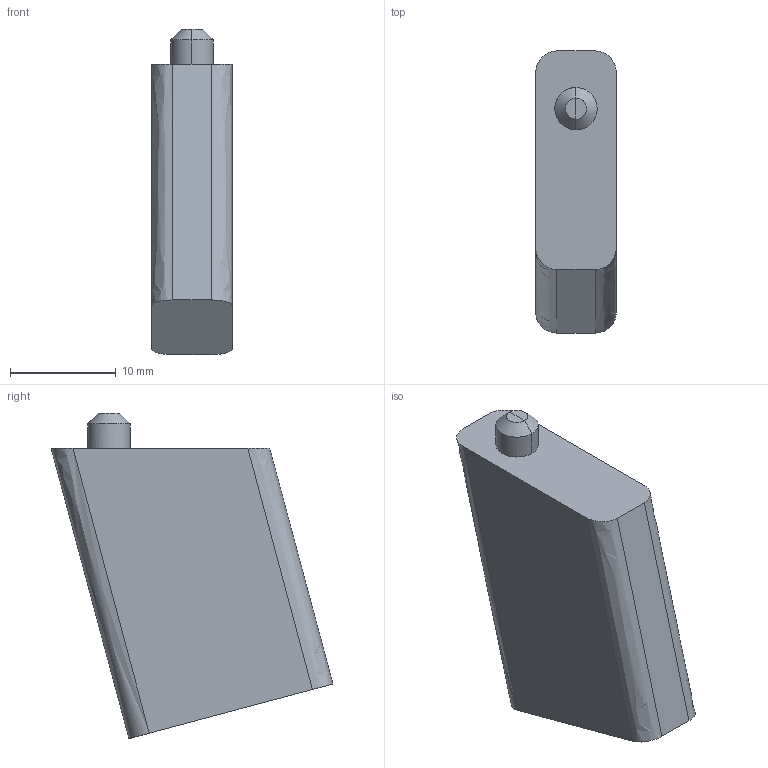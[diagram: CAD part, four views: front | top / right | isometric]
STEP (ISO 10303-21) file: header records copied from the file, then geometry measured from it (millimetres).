
FILE_DESCRIPTION(/* description */ (''),/* implementation_level */ '2;1');
FILE_NAME(/* name */ 'support15deg',/* time_stamp */ '2022-03-21T08:15:11+01:00',/* author */ (''),/* organization */ (''),/* preprocessor_version */ 'ST-DEVELOPER v10',/* originating_system */ '',/* authorisation */ '');
FILE_SCHEMA (('CONFIG_CONTROL_DESIGN'));
Length unit declared in the file: millimetre
Products named in the file (1): 1
Bounding box: 7.62 x 26.69 x 30.81 mm (x, y, z)
Volume: 3878 mm3; surface area: 1672.2 mm2
Topology: 1 solids, 1 shells, 16 faces, 38 edges, 23 vertices
Faces by surface type: bspline 10, plane 6
Entity records: 710 total; most frequent: CARTESIAN_POINT 395, ORIENTED_EDGE 72, EDGE_CURVE 36, VERTEX_POINT 23, B_SPLINE_CURVE_WITH_KNOTS 22, EDGE_LOOP 17, ADVANCED_FACE 16, FACE_OUTER_BOUND 16
